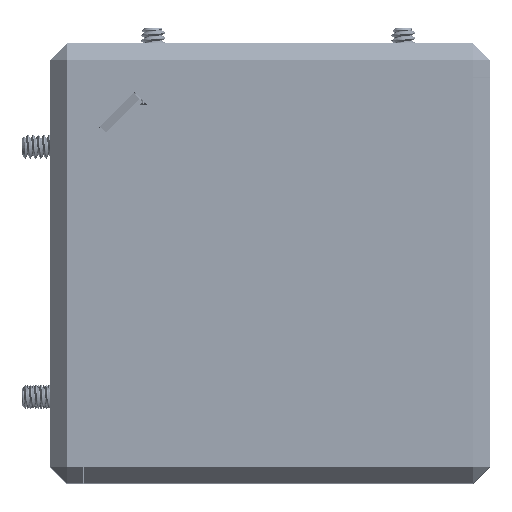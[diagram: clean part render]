
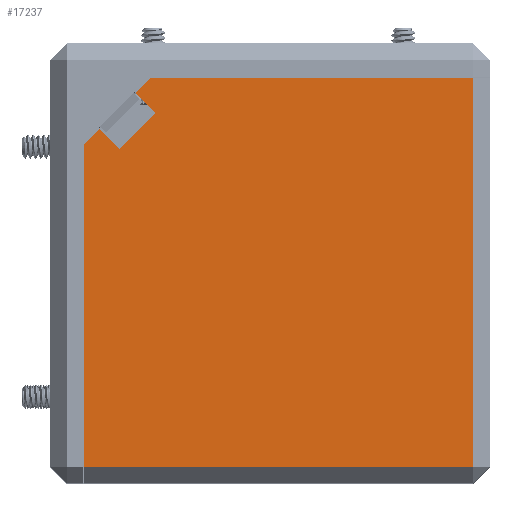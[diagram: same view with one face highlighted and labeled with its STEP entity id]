
A CAD part, top view. The second image highlights one B-rep face of the part: STEP entity #17237.
In plain terms, the highlighted face is planar.
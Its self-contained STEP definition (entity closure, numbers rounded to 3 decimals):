
#2801=FACE_OUTER_BOUND('',#3820,.T.);
#3820=EDGE_LOOP('',(#14246,#14247,#14248,#14249,#14250,#14251,#14252,#14253,
#14254));
#4928=LINE('',#31930,#6080);
#4942=LINE('',#31959,#6094);
#4945=LINE('',#31964,#6097);
#4962=LINE('',#31997,#6114);
#4963=LINE('',#31999,#6115);
#4964=LINE('',#32001,#6116);
#4965=LINE('',#32003,#6117);
#4966=LINE('',#32005,#6118);
#4967=LINE('',#32006,#6119);
#6080=VECTOR('',#22244,10.);
#6094=VECTOR('',#22262,10.);
#6097=VECTOR('',#22267,10.);
#6114=VECTOR('',#22294,10.);
#6115=VECTOR('',#22295,10.);
#6116=VECTOR('',#22296,10.);
#6117=VECTOR('',#22297,10.);
#6118=VECTOR('',#22298,10.);
#6119=VECTOR('',#22299,10.);
#7617=VERTEX_POINT('',#31927);
#7618=VERTEX_POINT('',#31929);
#7630=VERTEX_POINT('',#31956);
#7631=VERTEX_POINT('',#31958);
#7643=VERTEX_POINT('',#31996);
#7644=VERTEX_POINT('',#31998);
#7645=VERTEX_POINT('',#32000);
#7646=VERTEX_POINT('',#32002);
#7647=VERTEX_POINT('',#32004);
#9898=EDGE_CURVE('',#7618,#7617,#4928,.T.);
#9912=EDGE_CURVE('',#7631,#7630,#4942,.T.);
#9915=EDGE_CURVE('',#7617,#7631,#4945,.T.);
#9932=EDGE_CURVE('',#7630,#7643,#4962,.T.);
#9933=EDGE_CURVE('',#7643,#7644,#4963,.F.);
#9934=EDGE_CURVE('',#7645,#7644,#4964,.T.);
#9935=EDGE_CURVE('',#7646,#7645,#4965,.T.);
#9936=EDGE_CURVE('',#7646,#7647,#4966,.F.);
#9937=EDGE_CURVE('',#7647,#7618,#4967,.T.);
#14246=ORIENTED_EDGE('',*,*,#9898,.T.);
#14247=ORIENTED_EDGE('',*,*,#9915,.T.);
#14248=ORIENTED_EDGE('',*,*,#9912,.T.);
#14249=ORIENTED_EDGE('',*,*,#9932,.T.);
#14250=ORIENTED_EDGE('',*,*,#9933,.T.);
#14251=ORIENTED_EDGE('',*,*,#9934,.F.);
#14252=ORIENTED_EDGE('',*,*,#9935,.F.);
#14253=ORIENTED_EDGE('',*,*,#9936,.T.);
#14254=ORIENTED_EDGE('',*,*,#9937,.T.);
#16487=PLANE('',#18798);
#17237=ADVANCED_FACE('',(#2801),#16487,.T.);
#18798=AXIS2_PLACEMENT_3D('',#31995,#22292,#22293);
#22244=DIRECTION('',(0.707,0.,0.707));
#22262=DIRECTION('',(-0.707,0.,-0.707));
#22267=DIRECTION('',(-0.707,0.,0.707));
#22292=DIRECTION('center_axis',(0.,1.,0.));
#22293=DIRECTION('ref_axis',(0.,0.,1.));
#22294=DIRECTION('',(-0.707,0.,0.707));
#22295=DIRECTION('',(0.,0.,-1.));
#22296=DIRECTION('',(-1.,0.,0.));
#22297=DIRECTION('',(0.,0.,1.));
#22298=DIRECTION('',(1.,0.,0.));
#22299=DIRECTION('',(-0.707,0.,0.707));
#31927=CARTESIAN_POINT('',(8.626,38.45,-44.428));
#31929=CARTESIAN_POINT('',(6.222,38.45,-46.832));
#31930=CARTESIAN_POINT('',(16.339,38.45,-36.715));
#31956=CARTESIAN_POINT('',(1.929,38.45,-42.539));
#31958=CARTESIAN_POINT('',(4.333,38.45,-40.135));
#31959=CARTESIAN_POINT('',(13.284,38.45,-31.184));
#31964=CARTESIAN_POINT('',(7.553,38.45,-43.354));
#31995=CARTESIAN_POINT('Origin',(24.381,38.45,-24.381));
#31996=CARTESIAN_POINT('',(0.1,38.45,-40.709));
#31997=CARTESIAN_POINT('',(6.078,38.45,-46.688));
#31998=CARTESIAN_POINT('',(0.1,38.45,-2.));
#31999=CARTESIAN_POINT('',(0.1,38.45,-36.571));
#32000=CARTESIAN_POINT('',(46.761,38.45,-2.));
#32001=CARTESIAN_POINT('',(12.19,38.45,-2.));
#32002=CARTESIAN_POINT('',(46.761,38.45,-48.661));
#32003=CARTESIAN_POINT('',(46.761,38.45,-12.19));
#32004=CARTESIAN_POINT('',(8.052,38.45,-48.661));
#32005=CARTESIAN_POINT('',(36.571,38.45,-48.661));
#32006=CARTESIAN_POINT('',(6.078,38.45,-46.688));
